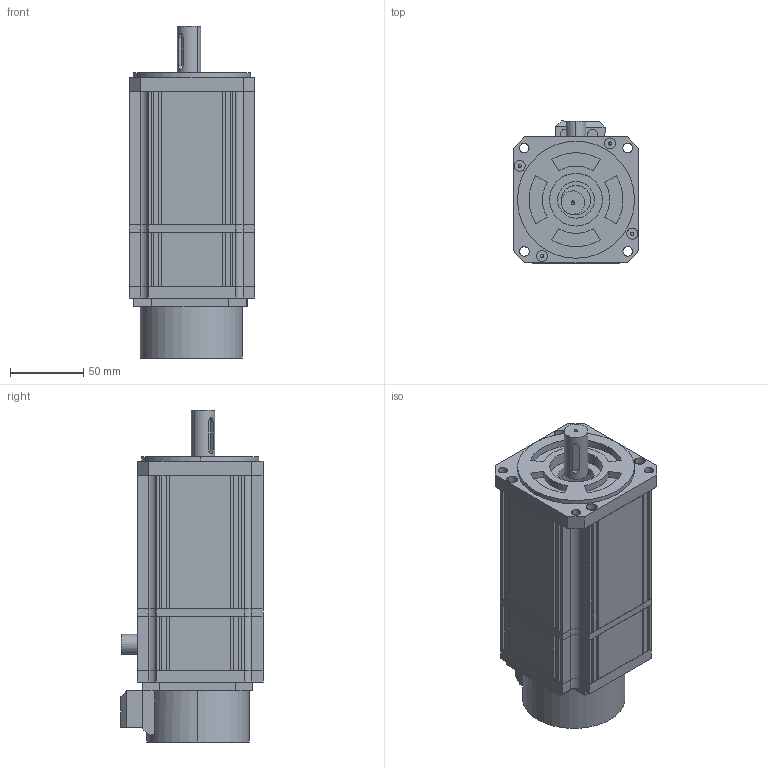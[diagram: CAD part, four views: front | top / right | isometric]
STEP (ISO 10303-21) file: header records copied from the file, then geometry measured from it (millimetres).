
FILE_DESCRIPTION (( 'STEP AP203' ), '1' );
FILE_NAME ('90-2.4N(带抱闸）装配体.STEP', '2017-06-25T06:00:44', ( '' ), ( '' ), 'SwSTEP 2.0', 'SolidWorks 2014', '' );
FILE_SCHEMA (( 'CONFIG_CONTROL_DESIGN' ));
Length unit declared in the file: millimetre
Products named in the file (10): 90ヶ裔; 90綴欶; 90-2.4N(带抱闸）装配体; 90-惕掅儂褲; 90惕掅綴裔; 90-2.4N 隅赽; 惕掅蚾饜极; 90粣; 90綴裔; 惕掅芛
Assembly tree (9 placements, depth 3):
  90-2.4N(带抱闸）装配体
    90-2.4N 隅赽
    90綴裔
    90粣
    90綴欶
    90ヶ裔
    惕掅蚾饜极
      90-惕掅儂褲
      90惕掅綴裔
      惕掅芛
Bounding box: 86 x 97.13 x 227 mm (x, y, z)
Volume: 410194.3 mm3; surface area: 203675.4 mm2
Topology: 11 solids, 11 shells, 502 faces, 1373 edges, 905 vertices
Faces by surface type: plane 302, cylinder 182, cone 16, bspline 2
Entity records: 17188 total; most frequent: CARTESIAN_POINT 2890, DIRECTION 2805, ORIENTED_EDGE 2726, EDGE_CURVE 1363, AXIS2_PLACEMENT_3D 942, VECTOR 921, LINE 921, VERTEX_POINT 905
